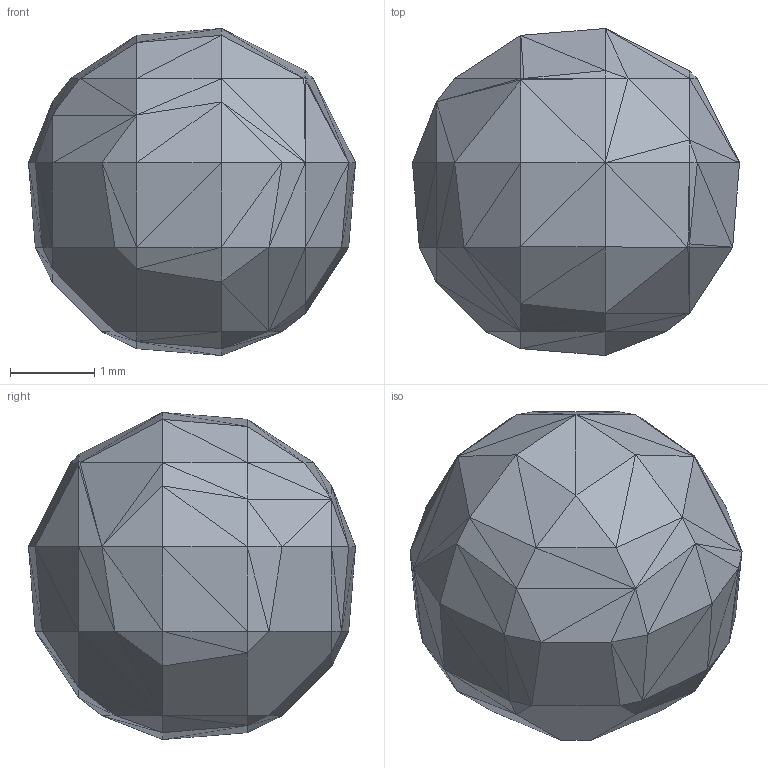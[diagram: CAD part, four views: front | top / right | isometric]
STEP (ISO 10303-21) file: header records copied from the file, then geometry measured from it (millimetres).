
FILE_DESCRIPTION(('Open CASCADE Model'),'2;1');
FILE_NAME('Open CASCADE Shape Model','2024-10-06T20:37:48',('Author'),( 'Open CASCADE'),'Open CASCADE STEP processor 7.7','Open CASCADE 7.7' ,'Unknown');
FILE_SCHEMA(('AUTOMOTIVE_DESIGN { 1 0 10303 214 1 1 1 1 }'));
Length unit declared in the file: millimetre
Products named in the file (1): Open CASCADE STEP translator 7.7 1
Bounding box: 3.88 x 3.88 x 3.88 mm (x, y, z)
Surface area: 47.4 mm2 (no closed solid volume)
Topology: 0 solids, 1 shells, 146 faces, 222 edges, 78 vertices
Faces by surface type: plane 146
Entity records: 5560 total; most frequent: CARTESIAN_POINT 1113, DIRECTION 738, ORIENTED_EDGE 444, LINE 444, VECTOR 444, PCURVE 444, DEFINITIONAL_REPRESENTATION 444, EDGE_CURVE 222
